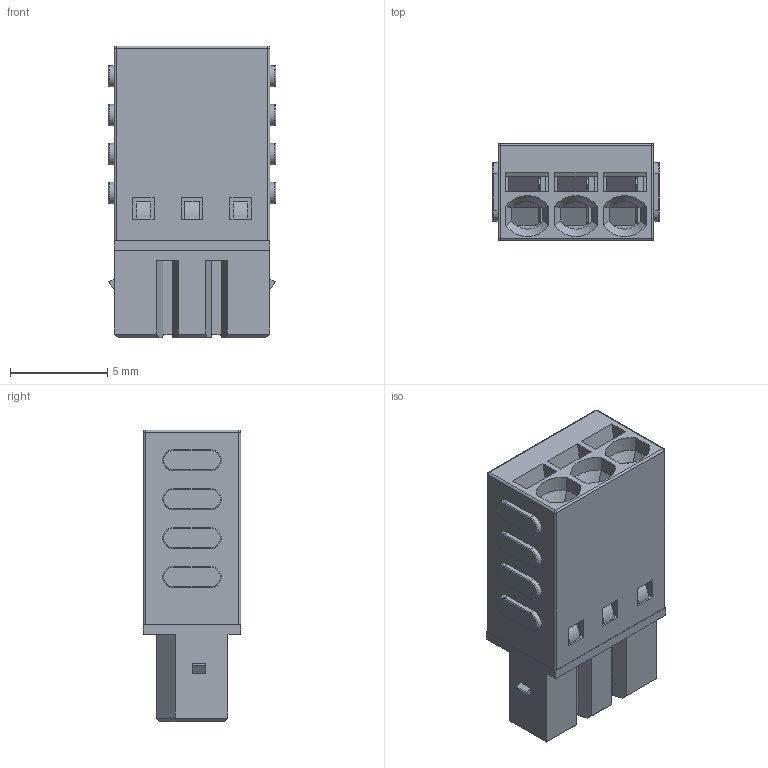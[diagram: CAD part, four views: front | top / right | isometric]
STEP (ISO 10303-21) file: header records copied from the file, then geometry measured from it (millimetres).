
FILE_DESCRIPTION(/* description */ ('Unknown'),/* implementation_level */ '2;1');
FILE_NAME(/* name */ '691346000003B',/* time_stamp */ '2020-07-21T17:17:23+02:00',/* author */ ('Unknown'),/* organization */ ('Unknown'),/* preprocessor_version */ 'ST-DEVELOPER v16.7',/* originating_system */ 'DEX',/* authorisation */ $);
FILE_SCHEMA (('AUTOMOTIVE_DESIGN {1 0 10303 214 3 1 1}'));
Length unit declared in the file: millimetre
Products named in the file (7): 6913460000xxB; 6913460000xxB_Body; 691346000003B_Body; 691346000003B_Lever; 6913460000xxB_Pin; 6913460000xxB_Spring
Assembly tree (8 placements, depth 3):
  6913460000xxB
    6913460000xxB_Body
      691346000003B_Body
      691346000003B_Lever
    6913460000xxB_Pin  x3
      6913460000xxB_Pin
      6913460000xxB_Spring
Bounding box: 8.6 x 5 x 15 mm (x, y, z)
Volume: 303.2 mm3; surface area: 1577.2 mm2
Topology: 8 solids, 8 shells, 912 faces, 2353 edges, 1469 vertices
Faces by surface type: plane 653, cylinder 209, torus 28, bspline 12, cone 6, sphere 4
Full cylindrical faces by diameter (mm): 0.75 x6
Entity records: 17328 total; most frequent: CARTESIAN_POINT 3081, ORIENTED_EDGE 2922, DIRECTION 2860, EDGE_CURVE 1461, LINE 1184, VECTOR 1184, VERTEX_POINT 915, AXIS2_PLACEMENT_3D 838
